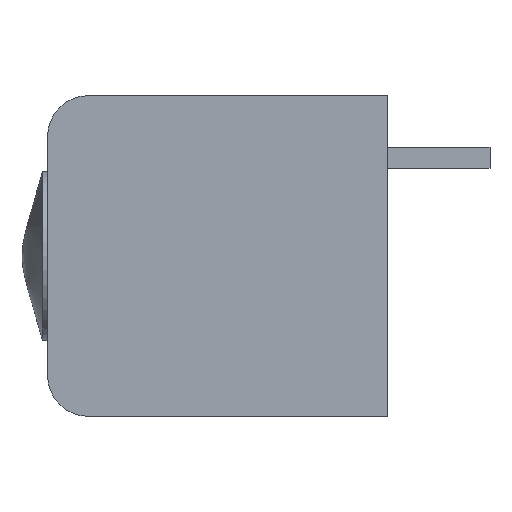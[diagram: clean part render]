
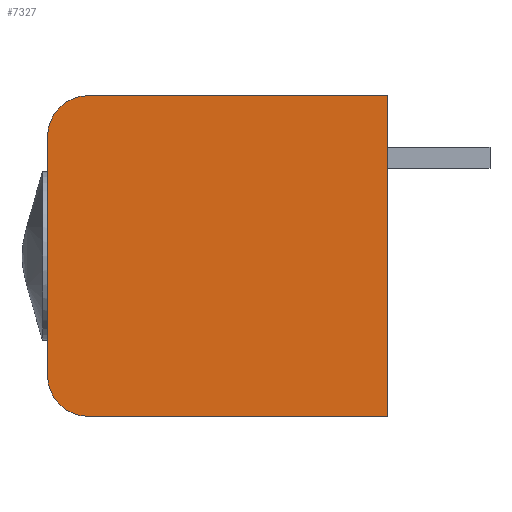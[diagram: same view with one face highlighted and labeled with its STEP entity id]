
A CAD part, left-side view. The second image highlights one B-rep face of the part: STEP entity #7327.
In plain terms, the highlighted planar face has unit normal (-1, 0, 0).
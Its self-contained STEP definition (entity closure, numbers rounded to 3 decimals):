
#72 = EDGE_CURVE ( 'NONE', #2277, #8185, #2672, .T. ) ;
#190 = ORIENTED_EDGE ( 'NONE', *, *, #72, .F. ) ;
#290 = CARTESIAN_POINT ( 'NONE',  ( -17.336, 11.862, -12.7 ) ) ;
#450 = CARTESIAN_POINT ( 'NONE',  ( -17.336, 13.462, -11.1 ) ) ;
#623 = DIRECTION ( 'NONE',  ( 0., -1., 0. ) ) ;
#747 = CIRCLE ( 'NONE', #3250, 1.6 ) ;
#1093 = EDGE_CURVE ( 'NONE', #1903, #6283, #6792, .T. ) ;
#1498 = DIRECTION ( 'NONE',  ( 0., 0., 1. ) ) ;
#1592 = DIRECTION ( 'NONE',  ( 0., 0., 1. ) ) ;
#1729 = VECTOR ( 'NONE', #2566, 1000. ) ;
#1903 = VERTEX_POINT ( 'NONE', #450 ) ;
#1974 = DIRECTION ( 'NONE',  ( 0., 0., 1. ) ) ;
#2277 = VERTEX_POINT ( 'NONE', #3865 ) ;
#2325 = PLANE ( 'NONE',  #7280 ) ;
#2566 = DIRECTION ( 'NONE',  ( 0., 0., -1. ) ) ;
#2672 = LINE ( 'NONE', #6276, #4214 ) ;
#2678 = VERTEX_POINT ( 'NONE', #6676 ) ;
#2681 = CARTESIAN_POINT ( 'NONE',  ( -17.336, 13.462, -1.6 ) ) ;
#2751 = EDGE_CURVE ( 'NONE', #2678, #5941, #4542, .T. ) ;
#2983 = CARTESIAN_POINT ( 'NONE',  ( -17.336, 0., 0. ) ) ;
#3250 = AXIS2_PLACEMENT_3D ( 'NONE', #5199, #4391, #1592 ) ;
#3467 = ORIENTED_EDGE ( 'NONE', *, *, #2751, .F. ) ;
#3865 = CARTESIAN_POINT ( 'NONE',  ( -17.336, 11.862, 0. ) ) ;
#4039 = FACE_OUTER_BOUND ( 'NONE', #5311, .T. ) ;
#4047 = CARTESIAN_POINT ( 'NONE',  ( -17.336, 13.462, -1.6 ) ) ;
#4078 = LINE ( 'NONE', #6798, #1729 ) ;
#4214 = VECTOR ( 'NONE', #623, 1000. ) ;
#4244 = ORIENTED_EDGE ( 'NONE', *, *, #8188, .F. ) ;
#4391 = DIRECTION ( 'NONE',  ( 1., 0., 0. ) ) ;
#4400 = DIRECTION ( 'NONE',  ( 0., 0., 1. ) ) ;
#4542 = LINE ( 'NONE', #6097, #7658 ) ;
#4946 = CARTESIAN_POINT ( 'NONE',  ( -17.336, 11.862, -11.1 ) ) ;
#5020 = DIRECTION ( 'NONE',  ( -1., 0., 0. ) ) ;
#5199 = CARTESIAN_POINT ( 'NONE',  ( -17.336, 11.862, -1.6 ) ) ;
#5311 = EDGE_LOOP ( 'NONE', ( #4244, #190, #5732, #7157, #7536, #3467 ) ) ;
#5630 = CIRCLE ( 'NONE', #6033, 1.6 ) ;
#5631 = DIRECTION ( 'NONE',  ( 0., 1., 0. ) ) ;
#5732 = ORIENTED_EDGE ( 'NONE', *, *, #7956, .F. ) ;
#5738 = DIRECTION ( 'NONE',  ( 1., 0., 0. ) ) ;
#5941 = VERTEX_POINT ( 'NONE', #290 ) ;
#6033 = AXIS2_PLACEMENT_3D ( 'NONE', #4946, #5738, #1498 ) ;
#6097 = CARTESIAN_POINT ( 'NONE',  ( -17.336, 11.862, -12.7 ) ) ;
#6276 = CARTESIAN_POINT ( 'NONE',  ( -17.336, 0., 0. ) ) ;
#6283 = VERTEX_POINT ( 'NONE', #4047 ) ;
#6341 = VECTOR ( 'NONE', #1974, 1000. ) ;
#6676 = CARTESIAN_POINT ( 'NONE',  ( -17.336, 0., -12.7 ) ) ;
#6792 = LINE ( 'NONE', #2681, #6341 ) ;
#6798 = CARTESIAN_POINT ( 'NONE',  ( -17.336, 0., -12.7 ) ) ;
#7157 = ORIENTED_EDGE ( 'NONE', *, *, #1093, .F. ) ;
#7280 = AXIS2_PLACEMENT_3D ( 'NONE', #2983, #5020, #4400 ) ;
#7327 = ADVANCED_FACE ( 'NONE', ( #4039 ), #2325, .T. ) ;
#7536 = ORIENTED_EDGE ( 'NONE', *, *, #7858, .F. ) ;
#7589 = CARTESIAN_POINT ( 'NONE',  ( -17.336, 0., 0. ) ) ;
#7658 = VECTOR ( 'NONE', #5631, 1000. ) ;
#7858 = EDGE_CURVE ( 'NONE', #5941, #1903, #5630, .T. ) ;
#7956 = EDGE_CURVE ( 'NONE', #6283, #2277, #747, .T. ) ;
#8185 = VERTEX_POINT ( 'NONE', #7589 ) ;
#8188 = EDGE_CURVE ( 'NONE', #8185, #2678, #4078, .T. ) ;
